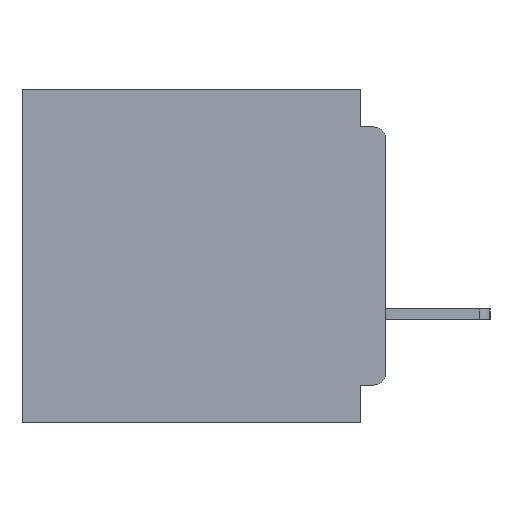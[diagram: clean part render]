
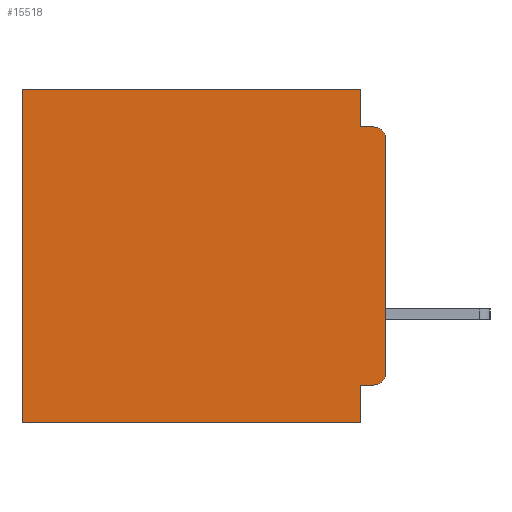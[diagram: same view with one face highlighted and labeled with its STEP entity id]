
A CAD part, left-side view. The second image highlights one B-rep face of the part: STEP entity #15518.
In plain terms, the highlighted planar face has unit normal (-1, 0, 0).
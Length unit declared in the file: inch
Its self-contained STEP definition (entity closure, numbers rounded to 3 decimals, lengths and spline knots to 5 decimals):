
#608 = VECTOR ( 'NONE', #31956, 39.37008 ) ;
#753 = EDGE_CURVE ( 'NONE', #1921, #34348, #11521, .T. ) ;
#1921 = VERTEX_POINT ( 'NONE', #37253 ) ;
#2085 = VECTOR ( 'NONE', #36074, 39.37008 ) ;
#2219 = CARTESIAN_POINT ( 'NONE',  ( 0.3, 0.015, -0.06 ) ) ;
#3041 = CARTESIAN_POINT ( 'NONE',  ( 0.3, 0., 0. ) ) ;
#3668 = EDGE_LOOP ( 'NONE', ( #5177, #5665, #7081, #8514, #9073, #9156, #9230, #9768, #9936, #39471 ) ) ;
#4568 = AXIS2_PLACEMENT_3D ( 'NONE', #2219, #23838, #5329 ) ;
#4613 = VERTEX_POINT ( 'NONE', #20348 ) ;
#5177 = ORIENTED_EDGE ( 'NONE', *, *, #26798, .F. ) ;
#5205 = CARTESIAN_POINT ( 'NONE',  ( 0.3, 0., -0.06 ) ) ;
#5329 = DIRECTION ( 'NONE',  ( 0., 0., -1. ) ) ;
#5414 = DIRECTION ( 'NONE',  ( 0., -1., 0. ) ) ;
#5665 = ORIENTED_EDGE ( 'NONE', *, *, #15254, .T. ) ;
#6139 = DIRECTION ( 'NONE',  ( 0., 1., 0. ) ) ;
#6646 = EDGE_CURVE ( 'NONE', #15808, #27788, #37441, .T. ) ;
#7081 = ORIENTED_EDGE ( 'NONE', *, *, #8204, .F. ) ;
#7846 = VECTOR ( 'NONE', #25114, 39.37008 ) ;
#8204 = EDGE_CURVE ( 'NONE', #27788, #19745, #9434, .T. ) ;
#8445 = VERTEX_POINT ( 'NONE', #24821 ) ;
#8514 = ORIENTED_EDGE ( 'NONE', *, *, #6646, .F. ) ;
#9011 = CARTESIAN_POINT ( 'NONE',  ( 0.3, 0.031, -0.4 ) ) ;
#9073 = ORIENTED_EDGE ( 'NONE', *, *, #33598, .T. ) ;
#9156 = ORIENTED_EDGE ( 'NONE', *, *, #38362, .T. ) ;
#9172 = LINE ( 'NONE', #23692, #25606 ) ;
#9230 = ORIENTED_EDGE ( 'NONE', *, *, #31417, .F. ) ;
#9434 = LINE ( 'NONE', #23923, #17762 ) ;
#9702 = CARTESIAN_POINT ( 'NONE',  ( 0.3, 0.031, -0.4 ) ) ;
#9725 = LINE ( 'NONE', #22752, #608 ) ;
#9768 = ORIENTED_EDGE ( 'NONE', *, *, #34208, .F. ) ;
#9936 = ORIENTED_EDGE ( 'NONE', *, *, #21471, .F. ) ;
#10273 = VERTEX_POINT ( 'NONE', #27703 ) ;
#11521 = CIRCLE ( 'NONE', #23146, 0.015 ) ;
#13585 = LINE ( 'NONE', #3041, #28944 ) ;
#14153 = PLANE ( 'NONE',  #16242 ) ;
#14671 = CARTESIAN_POINT ( 'NONE',  ( 0.3, 0., -0.4 ) ) ;
#14997 = LINE ( 'NONE', #9011, #22245 ) ;
#15254 = EDGE_CURVE ( 'NONE', #17535, #19745, #18914, .T. ) ;
#15518 = ADVANCED_FACE ( 'NONE', ( #27678 ), #14153, .F. ) ;
#15808 = VERTEX_POINT ( 'NONE', #21575 ) ;
#16242 = AXIS2_PLACEMENT_3D ( 'NONE', #32413, #35578, #17296 ) ;
#16631 = LINE ( 'NONE', #14671, #2085 ) ;
#17296 = DIRECTION ( 'NONE',  ( 0., 0., -1. ) ) ;
#17535 = VERTEX_POINT ( 'NONE', #5205 ) ;
#17762 = VECTOR ( 'NONE', #5414, 39.37008 ) ;
#18914 = CIRCLE ( 'NONE', #4568, 0.015 ) ;
#19191 = DIRECTION ( 'NONE',  ( -1., 0., 0. ) ) ;
#19745 = VERTEX_POINT ( 'NONE', #31300 ) ;
#20348 = CARTESIAN_POINT ( 'NONE',  ( 0.3, 0.031, -0.355 ) ) ;
#21259 = VECTOR ( 'NONE', #31672, 39.37008 ) ;
#21471 = EDGE_CURVE ( 'NONE', #1921, #4613, #9725, .T. ) ;
#21575 = CARTESIAN_POINT ( 'NONE',  ( 0.3, 0.031, 0. ) ) ;
#22073 = CARTESIAN_POINT ( 'NONE',  ( 0.3, 0.437, -0.4 ) ) ;
#22245 = VECTOR ( 'NONE', #33642, 39.37008 ) ;
#22752 = CARTESIAN_POINT ( 'NONE',  ( 0.3, 0., -0.355 ) ) ;
#23146 = AXIS2_PLACEMENT_3D ( 'NONE', #29188, #19191, #28913 ) ;
#23692 = CARTESIAN_POINT ( 'NONE',  ( 0.3, 0., -0.4 ) ) ;
#23838 = DIRECTION ( 'NONE',  ( -1., 0., 0. ) ) ;
#23923 = CARTESIAN_POINT ( 'NONE',  ( 0.3, 0., -0.045 ) ) ;
#24305 = LINE ( 'NONE', #22073, #7846 ) ;
#24821 = CARTESIAN_POINT ( 'NONE',  ( 0.3, 0.437, -0.4 ) ) ;
#25114 = DIRECTION ( 'NONE',  ( 0., 0., -1. ) ) ;
#25228 = CARTESIAN_POINT ( 'NONE',  ( 0.3, 0., -0.34 ) ) ;
#25606 = VECTOR ( 'NONE', #26716, 39.37008 ) ;
#26171 = VERTEX_POINT ( 'NONE', #9702 ) ;
#26716 = DIRECTION ( 'NONE',  ( 0., 1., 0. ) ) ;
#26798 = EDGE_CURVE ( 'NONE', #17535, #34348, #16631, .T. ) ;
#27678 = FACE_OUTER_BOUND ( 'NONE', #3668, .T. ) ;
#27703 = CARTESIAN_POINT ( 'NONE',  ( 0.3, 0.437, 0. ) ) ;
#27788 = VERTEX_POINT ( 'NONE', #35602 ) ;
#28913 = DIRECTION ( 'NONE',  ( 0., 0., -1. ) ) ;
#28944 = VECTOR ( 'NONE', #6139, 39.37008 ) ;
#29188 = CARTESIAN_POINT ( 'NONE',  ( 0.3, 0.015, -0.34 ) ) ;
#31300 = CARTESIAN_POINT ( 'NONE',  ( 0.3, 0.015, -0.045 ) ) ;
#31352 = CARTESIAN_POINT ( 'NONE',  ( 0.3, 0.031, 0. ) ) ;
#31417 = EDGE_CURVE ( 'NONE', #26171, #8445, #9172, .T. ) ;
#31672 = DIRECTION ( 'NONE',  ( 0., 0., -1. ) ) ;
#31956 = DIRECTION ( 'NONE',  ( 0., 1., 0. ) ) ;
#32413 = CARTESIAN_POINT ( 'NONE',  ( 0.3, 0., -0.4 ) ) ;
#33598 = EDGE_CURVE ( 'NONE', #15808, #10273, #13585, .T. ) ;
#33642 = DIRECTION ( 'NONE',  ( 0., 0., -1. ) ) ;
#34208 = EDGE_CURVE ( 'NONE', #4613, #26171, #14997, .T. ) ;
#34348 = VERTEX_POINT ( 'NONE', #25228 ) ;
#35578 = DIRECTION ( 'NONE',  ( 1., 0., 0. ) ) ;
#35602 = CARTESIAN_POINT ( 'NONE',  ( 0.3, 0.031, -0.045 ) ) ;
#36074 = DIRECTION ( 'NONE',  ( 0., 0., -1. ) ) ;
#37253 = CARTESIAN_POINT ( 'NONE',  ( 0.3, 0.015, -0.355 ) ) ;
#37441 = LINE ( 'NONE', #31352, #21259 ) ;
#38362 = EDGE_CURVE ( 'NONE', #10273, #8445, #24305, .T. ) ;
#39471 = ORIENTED_EDGE ( 'NONE', *, *, #753, .T. ) ;
